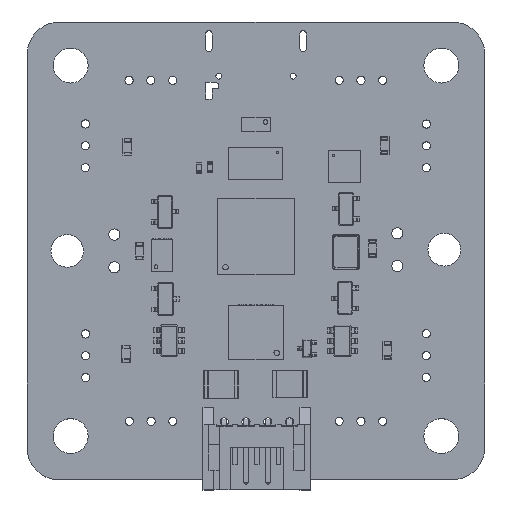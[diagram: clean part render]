
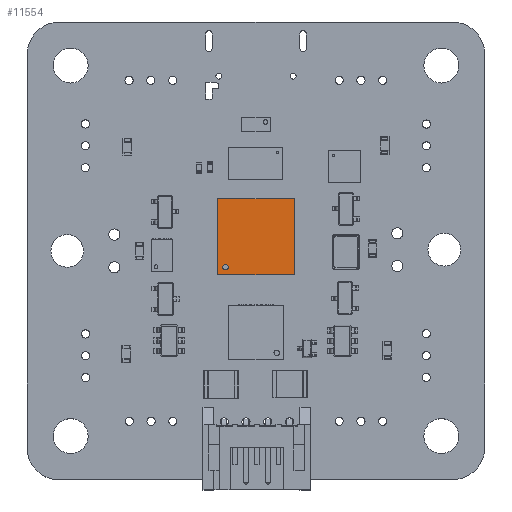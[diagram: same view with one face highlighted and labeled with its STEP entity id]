
A CAD part, top view. The second image highlights one B-rep face of the part: STEP entity #11554.
In plain terms, the highlighted planar face has unit normal (0, 0, 1).
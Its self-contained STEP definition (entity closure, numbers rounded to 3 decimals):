
#4666 = EDGE_CURVE('',#4667,#4669,#4671,.T.);
#4667 = VERTEX_POINT('',#4668);
#4668 = CARTESIAN_POINT('',(-3.49,3.49,0.92));
#4669 = VERTEX_POINT('',#4670);
#4670 = CARTESIAN_POINT('',(3.49,3.49,0.92));
#4671 = LINE('',#4672,#4673);
#4672 = CARTESIAN_POINT('',(-3.49,3.49,0.92));
#4673 = VECTOR('',#4674,1.);
#4674 = DIRECTION('',(1.,0.,0.));
#5019 = EDGE_CURVE('',#4667,#5020,#5022,.T.);
#5020 = VERTEX_POINT('',#5021);
#5021 = CARTESIAN_POINT('',(-3.49,-3.49,0.92));
#5022 = LINE('',#5023,#5024);
#5023 = CARTESIAN_POINT('',(-3.49,3.49,0.92));
#5024 = VECTOR('',#5025,1.);
#5025 = DIRECTION('',(0.,-1.,0.));
#8011 = EDGE_CURVE('',#4669,#8012,#8014,.T.);
#8012 = VERTEX_POINT('',#8013);
#8013 = CARTESIAN_POINT('',(3.49,-3.49,0.92));
#8014 = LINE('',#8015,#8016);
#8015 = CARTESIAN_POINT('',(3.49,3.49,0.92));
#8016 = VECTOR('',#8017,1.);
#8017 = DIRECTION('',(0.,-1.,0.));
#8355 = EDGE_CURVE('',#5020,#8012,#8356,.T.);
#8356 = LINE('',#8357,#8358);
#8357 = CARTESIAN_POINT('',(-3.49,-3.49,0.92));
#8358 = VECTOR('',#8359,1.);
#8359 = DIRECTION('',(1.,0.,0.));
#11554 = ADVANCED_FACE('',(#11555,#11561),#11572,.T.);
#11555 = FACE_BOUND('',#11556,.T.);
#11556 = EDGE_LOOP('',(#11557,#11558,#11559,#11560));
#11557 = ORIENTED_EDGE('',*,*,#4666,.F.);
#11558 = ORIENTED_EDGE('',*,*,#5019,.T.);
#11559 = ORIENTED_EDGE('',*,*,#8355,.T.);
#11560 = ORIENTED_EDGE('',*,*,#8011,.F.);
#11561 = FACE_BOUND('',#11562,.T.);
#11562 = EDGE_LOOP('',(#11563));
#11563 = ORIENTED_EDGE('',*,*,#11564,.T.);
#11564 = EDGE_CURVE('',#11565,#11565,#11567,.T.);
#11565 = VERTEX_POINT('',#11566);
#11566 = CARTESIAN_POINT('',(-2.8,2.55,0.92));
#11567 = CIRCLE('',#11568,0.25);
#11568 = AXIS2_PLACEMENT_3D('',#11569,#11570,#11571);
#11569 = CARTESIAN_POINT('',(-2.8,2.8,0.92));
#11570 = DIRECTION('',(-0.,0.,-1.));
#11571 = DIRECTION('',(0.,-1.,0.));
#11572 = PLANE('',#11573);
#11573 = AXIS2_PLACEMENT_3D('',#11574,#11575,#11576);
#11574 = CARTESIAN_POINT('',(-3.49,3.49,0.92));
#11575 = DIRECTION('',(0.,0.,1.));
#11576 = DIRECTION('',(0.,-1.,0.));
